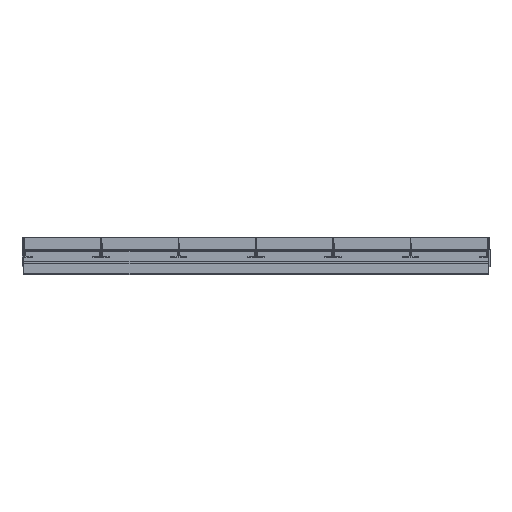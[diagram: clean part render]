
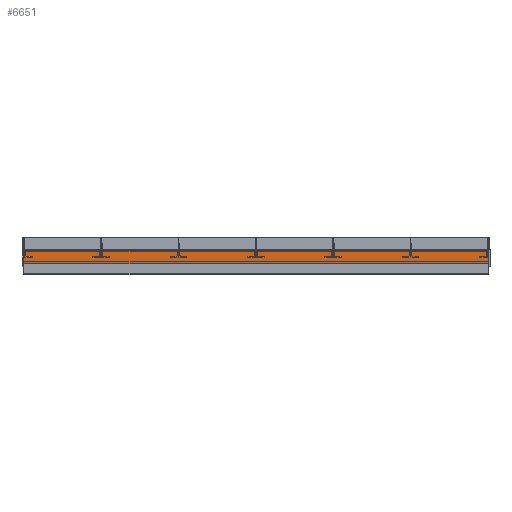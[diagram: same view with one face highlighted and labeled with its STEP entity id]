
A CAD part, top view. The second image highlights one B-rep face of the part: STEP entity #6651.
In plain terms, the highlighted free-form (B-spline) face has degree [1, 1] with [2, 2] control points.
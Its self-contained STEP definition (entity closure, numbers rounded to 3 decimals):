
#6651 = ADVANCED_FACE('',(#6652),#6682,.T.);
#6652 = FACE_BOUND('',#6653,.T.);
#6653 = EDGE_LOOP('',(#6654,#6663,#6670,#6677));
#6654 = ORIENTED_EDGE('',*,*,#6655,.T.);
#6655 = EDGE_CURVE('',#6656,#6658,#6660,.T.);
#6656 = VERTEX_POINT('',#6657);
#6657 = CARTESIAN_POINT('',(-1079.136,35.208,
    2171.224));
#6658 = VERTEX_POINT('',#6659);
#6659 = CARTESIAN_POINT('',(-1079.136,-22.518,
    2171.224));
#6660 = B_SPLINE_CURVE_WITH_KNOTS('',1,(#6661,#6662),.UNSPECIFIED.,.F.,
  .F.,(2,2),(-10.,30.),.PIECEWISE_BEZIER_KNOTS.);
#6661 = CARTESIAN_POINT('',(-1079.136,35.208,
    2171.224));
#6662 = CARTESIAN_POINT('',(-1079.136,-22.518,
    2171.224));
#6663 = ORIENTED_EDGE('',*,*,#6664,.F.);
#6664 = EDGE_CURVE('',#6665,#6658,#6667,.T.);
#6665 = VERTEX_POINT('',#6666);
#6666 = CARTESIAN_POINT('',(1071.162,-22.518,
    2171.224));
#6667 = B_SPLINE_CURVE_WITH_KNOTS('',1,(#6668,#6669),.UNSPECIFIED.,.F.,
  .F.,(2,2),(0.,1490.),.PIECEWISE_BEZIER_KNOTS.);
#6668 = CARTESIAN_POINT('',(1071.162,-22.518,
    2171.224));
#6669 = CARTESIAN_POINT('',(-1079.136,-22.518,
    2171.224));
#6670 = ORIENTED_EDGE('',*,*,#6671,.F.);
#6671 = EDGE_CURVE('',#6672,#6665,#6674,.T.);
#6672 = VERTEX_POINT('',#6673);
#6673 = CARTESIAN_POINT('',(1071.162,35.208,
    2171.224));
#6674 = B_SPLINE_CURVE_WITH_KNOTS('',1,(#6675,#6676),.UNSPECIFIED.,.F.,
  .F.,(2,2),(-10.,30.),.PIECEWISE_BEZIER_KNOTS.);
#6675 = CARTESIAN_POINT('',(1071.162,35.208,
    2171.224));
#6676 = CARTESIAN_POINT('',(1071.162,-22.518,
    2171.224));
#6677 = ORIENTED_EDGE('',*,*,#6678,.T.);
#6678 = EDGE_CURVE('',#6672,#6656,#6679,.T.);
#6679 = B_SPLINE_CURVE_WITH_KNOTS('',1,(#6680,#6681),.UNSPECIFIED.,.F.,
  .F.,(2,2),(0.,1490.),.PIECEWISE_BEZIER_KNOTS.);
#6680 = CARTESIAN_POINT('',(1071.162,35.208,
    2171.224));
#6681 = CARTESIAN_POINT('',(-1079.136,35.208,
    2171.224));
#6682 = B_SPLINE_SURFACE_WITH_KNOTS('',1,1,(
    (#6683,#6684)
    ,(#6685,#6686
  )),.UNSPECIFIED.,.F.,.F.,.F.,(2,2),(2,2),(-1490.,0.),(-40.,0.),
  .PIECEWISE_BEZIER_KNOTS.);
#6683 = CARTESIAN_POINT('',(-1079.136,-22.518,
    2171.224));
#6684 = CARTESIAN_POINT('',(-1079.136,35.208,
    2171.224));
#6685 = CARTESIAN_POINT('',(1071.162,-22.518,
    2171.224));
#6686 = CARTESIAN_POINT('',(1071.162,35.208,
    2171.224));
